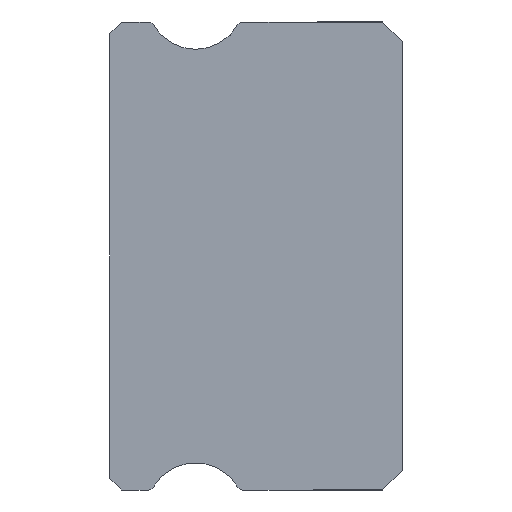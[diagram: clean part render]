
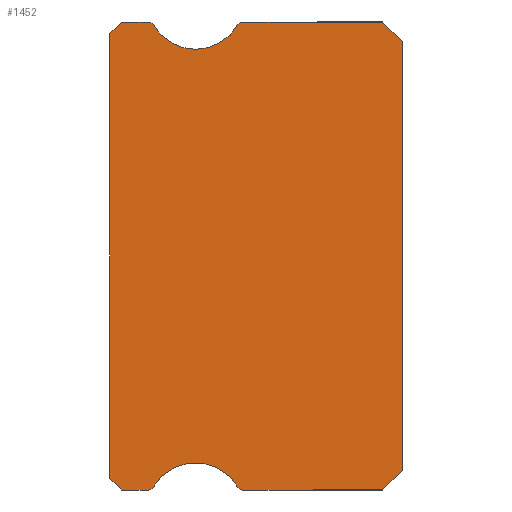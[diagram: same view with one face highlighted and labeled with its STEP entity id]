
A CAD part, left-side view. The second image highlights one B-rep face of the part: STEP entity #1452.
In plain terms, the highlighted planar face has unit normal (-1, 0, 0).
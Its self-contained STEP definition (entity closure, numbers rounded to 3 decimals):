
#190 = DIRECTION ( 'NONE',  ( 0., 1., 0. ) ) ;
#222 = DIRECTION ( 'NONE',  ( 1., 0., 0. ) ) ;
#249 = ORIENTED_EDGE ( 'NONE', *, *, #6200, .F. ) ;
#258 = LINE ( 'NONE', #3520, #4372 ) ;
#265 = ORIENTED_EDGE ( 'NONE', *, *, #6601, .F. ) ;
#288 = CARTESIAN_POINT ( 'NONE',  ( -7.5, 6.512, 5.85 ) ) ;
#312 = VERTEX_POINT ( 'NONE', #1602 ) ;
#349 = EDGE_CURVE ( 'NONE', #6071, #2837, #3249, .T. ) ;
#556 = CARTESIAN_POINT ( 'NONE',  ( -7.5, 0., 5.5 ) ) ;
#614 = DIRECTION ( 'NONE',  ( 0., 0., -1. ) ) ;
#674 = LINE ( 'NONE', #4508, #5191 ) ;
#688 = AXIS2_PLACEMENT_3D ( 'NONE', #5609, #782, #2899 ) ;
#773 = LINE ( 'NONE', #4016, #5974 ) ;
#782 = DIRECTION ( 'NONE',  ( 1., 0., 0. ) ) ;
#787 = CARTESIAN_POINT ( 'NONE',  ( -7.5, 7.2, 6. ) ) ;
#908 = AXIS2_PLACEMENT_3D ( 'NONE', #6396, #4206, #2576 ) ;
#1061 = ORIENTED_EDGE ( 'NONE', *, *, #349, .F. ) ;
#1170 = FACE_OUTER_BOUND ( 'NONE', #6730, .T. ) ;
#1198 = DIRECTION ( 'NONE',  ( 0., 0., -1. ) ) ;
#1256 = VECTOR ( 'NONE', #7038, 1000. ) ;
#1437 = ORIENTED_EDGE ( 'NONE', *, *, #3219, .F. ) ;
#1452 = ADVANCED_FACE ( 'NONE', ( #1170 ), #4451, .F. ) ;
#1484 = VERTEX_POINT ( 'NONE', #6109 ) ;
#1566 = CARTESIAN_POINT ( 'NONE',  ( -7.5, 5.3, 5.3 ) ) ;
#1602 = CARTESIAN_POINT ( 'NONE',  ( -7.5, 6.383, -5.925 ) ) ;
#1613 = CARTESIAN_POINT ( 'NONE',  ( -7.5, 6.512, -5.85 ) ) ;
#1685 = VECTOR ( 'NONE', #3760, 1000. ) ;
#1722 = ORIENTED_EDGE ( 'NONE', *, *, #5783, .T. ) ;
#1826 = DIRECTION ( 'NONE',  ( 0., -1., 0. ) ) ;
#1835 = CIRCLE ( 'NONE', #6663, 1.25 ) ;
#1866 = CARTESIAN_POINT ( 'NONE',  ( -7.5, 4.088, 5.85 ) ) ;
#1941 = CIRCLE ( 'NONE', #5978, 0.15 ) ;
#1996 = ORIENTED_EDGE ( 'NONE', *, *, #5905, .F. ) ;
#2010 = DIRECTION ( 'NONE',  ( 0., 0., -1. ) ) ;
#2056 = CARTESIAN_POINT ( 'NONE',  ( -7.5, 7.2, -6. ) ) ;
#2082 = CARTESIAN_POINT ( 'NONE',  ( -7.5, 7.5, 5.7 ) ) ;
#2130 = ORIENTED_EDGE ( 'NONE', *, *, #3541, .F. ) ;
#2138 = ORIENTED_EDGE ( 'NONE', *, *, #3034, .T. ) ;
#2159 = AXIS2_PLACEMENT_3D ( 'NONE', #5500, #7107, #1198 ) ;
#2255 = ORIENTED_EDGE ( 'NONE', *, *, #2265, .F. ) ;
#2265 = EDGE_CURVE ( 'NONE', #6304, #5140, #674, .T. ) ;
#2307 = VERTEX_POINT ( 'NONE', #3921 ) ;
#2364 = ORIENTED_EDGE ( 'NONE', *, *, #6515, .F. ) ;
#2476 = VERTEX_POINT ( 'NONE', #2505 ) ;
#2505 = CARTESIAN_POINT ( 'NONE',  ( -7.5, 4.217, -5.925 ) ) ;
#2534 = DIRECTION ( 'NONE',  ( 0., 0., -1. ) ) ;
#2546 = CARTESIAN_POINT ( 'NONE',  ( -7.5, 5.3, -6.55 ) ) ;
#2551 = ORIENTED_EDGE ( 'NONE', *, *, #6314, .F. ) ;
#2576 = DIRECTION ( 'NONE',  ( 0., 0., -1. ) ) ;
#2837 = VERTEX_POINT ( 'NONE', #3003 ) ;
#2899 = DIRECTION ( 'NONE',  ( 0., 0., -1. ) ) ;
#2926 = DIRECTION ( 'NONE',  ( 0., 0.707, -0.707 ) ) ;
#3003 = CARTESIAN_POINT ( 'NONE',  ( -7.5, 0., 5.5 ) ) ;
#3034 = EDGE_CURVE ( 'NONE', #5800, #6410, #6225, .T. ) ;
#3173 = EDGE_CURVE ( 'NONE', #2307, #2837, #6644, .T. ) ;
#3219 = EDGE_CURVE ( 'NONE', #4770, #6110, #4834, .T. ) ;
#3249 = LINE ( 'NONE', #6622, #1685 ) ;
#3306 = CARTESIAN_POINT ( 'NONE',  ( -7.5, 4.217, 5.925 ) ) ;
#3427 = CARTESIAN_POINT ( 'NONE',  ( -7.5, 4.088, 6. ) ) ;
#3442 = AXIS2_PLACEMENT_3D ( 'NONE', #288, #7108, #5501 ) ;
#3499 = CARTESIAN_POINT ( 'NONE',  ( -7.5, 7.2, 6. ) ) ;
#3505 = ORIENTED_EDGE ( 'NONE', *, *, #5305, .T. ) ;
#3513 = ORIENTED_EDGE ( 'NONE', *, *, #3721, .F. ) ;
#3514 = EDGE_CURVE ( 'NONE', #5243, #6071, #258, .T. ) ;
#3520 = CARTESIAN_POINT ( 'NONE',  ( -7.5, 6.512, 6. ) ) ;
#3541 = EDGE_CURVE ( 'NONE', #3878, #5243, #1941, .T. ) ;
#3721 = EDGE_CURVE ( 'NONE', #2476, #312, #1835, .T. ) ;
#3760 = DIRECTION ( 'NONE',  ( 0., -0.707, -0.707 ) ) ;
#3793 = VECTOR ( 'NONE', #3823, 1000. ) ;
#3823 = DIRECTION ( 'NONE',  ( 0., 0., 1. ) ) ;
#3835 = VERTEX_POINT ( 'NONE', #6516 ) ;
#3878 = VERTEX_POINT ( 'NONE', #3306 ) ;
#3921 = CARTESIAN_POINT ( 'NONE',  ( -7.5, 0., -5.5 ) ) ;
#4016 = CARTESIAN_POINT ( 'NONE',  ( -7.5, 0., -5.5 ) ) ;
#4044 = CARTESIAN_POINT ( 'NONE',  ( -7.5, 6.512, -6. ) ) ;
#4121 = CARTESIAN_POINT ( 'NONE',  ( -7.5, 0.5, -6. ) ) ;
#4145 = EDGE_CURVE ( 'NONE', #6304, #5407, #6509, .T. ) ;
#4206 = DIRECTION ( 'NONE',  ( -1., 0., 0. ) ) ;
#4296 = CARTESIAN_POINT ( 'NONE',  ( -7.5, 6.383, 5.925 ) ) ;
#4372 = VECTOR ( 'NONE', #1826, 1000. ) ;
#4451 = PLANE ( 'NONE',  #2159 ) ;
#4461 = ORIENTED_EDGE ( 'NONE', *, *, #6955, .F. ) ;
#4508 = CARTESIAN_POINT ( 'NONE',  ( -7.5, 7.5, 5.85 ) ) ;
#4543 = DIRECTION ( 'NONE',  ( 0., 0., 1. ) ) ;
#4575 = DIRECTION ( 'NONE',  ( 0., 0., -1. ) ) ;
#4622 = LINE ( 'NONE', #6804, #5437 ) ;
#4651 = VERTEX_POINT ( 'NONE', #4121 ) ;
#4755 = VECTOR ( 'NONE', #190, 1000. ) ;
#4770 = VERTEX_POINT ( 'NONE', #4296 ) ;
#4834 = CIRCLE ( 'NONE', #5972, 1.25 ) ;
#4844 = CIRCLE ( 'NONE', #3442, 0.15 ) ;
#4894 = DIRECTION ( 'NONE',  ( 1., 0., 0. ) ) ;
#4950 = CIRCLE ( 'NONE', #908, 1.25 ) ;
#5068 = CIRCLE ( 'NONE', #688, 0.15 ) ;
#5101 = ORIENTED_EDGE ( 'NONE', *, *, #3514, .F. ) ;
#5140 = VERTEX_POINT ( 'NONE', #2082 ) ;
#5191 = VECTOR ( 'NONE', #4543, 1000. ) ;
#5233 = AXIS2_PLACEMENT_3D ( 'NONE', #1613, #4894, #614 ) ;
#5243 = VERTEX_POINT ( 'NONE', #3427 ) ;
#5305 = EDGE_CURVE ( 'NONE', #5407, #1484, #6300, .T. ) ;
#5397 = DIRECTION ( 'NONE',  ( 0., -0.707, -0.707 ) ) ;
#5407 = VERTEX_POINT ( 'NONE', #2056 ) ;
#5437 = VECTOR ( 'NONE', #6250, 1000. ) ;
#5500 = CARTESIAN_POINT ( 'NONE',  ( -7.5, 6.512, 5.85 ) ) ;
#5501 = DIRECTION ( 'NONE',  ( 0., 0., -1. ) ) ;
#5609 = CARTESIAN_POINT ( 'NONE',  ( -7.5, 4.088, -5.85 ) ) ;
#5625 = ORIENTED_EDGE ( 'NONE', *, *, #3173, .T. ) ;
#5773 = DIRECTION ( 'NONE',  ( 0., -1., 0. ) ) ;
#5783 = EDGE_CURVE ( 'NONE', #6410, #5140, #4622, .T. ) ;
#5800 = VERTEX_POINT ( 'NONE', #6146 ) ;
#5896 = CARTESIAN_POINT ( 'NONE',  ( -7.5, 7.2, -6. ) ) ;
#5905 = EDGE_CURVE ( 'NONE', #4651, #3835, #7000, .T. ) ;
#5972 = AXIS2_PLACEMENT_3D ( 'NONE', #6475, #6892, #2534 ) ;
#5974 = VECTOR ( 'NONE', #2926, 1000. ) ;
#5978 = AXIS2_PLACEMENT_3D ( 'NONE', #1866, #222, #4575 ) ;
#6025 = CARTESIAN_POINT ( 'NONE',  ( -7.5, 0.5, 6. ) ) ;
#6071 = VERTEX_POINT ( 'NONE', #6025 ) ;
#6109 = CARTESIAN_POINT ( 'NONE',  ( -7.5, 6.512, -6. ) ) ;
#6110 = VERTEX_POINT ( 'NONE', #1566 ) ;
#6146 = CARTESIAN_POINT ( 'NONE',  ( -7.5, 6.512, 6. ) ) ;
#6200 = EDGE_CURVE ( 'NONE', #3835, #2476, #5068, .T. ) ;
#6225 = LINE ( 'NONE', #3499, #4755 ) ;
#6239 = CIRCLE ( 'NONE', #5233, 0.15 ) ;
#6250 = DIRECTION ( 'NONE',  ( 0., 0.707, -0.707 ) ) ;
#6300 = LINE ( 'NONE', #4044, #6788 ) ;
#6304 = VERTEX_POINT ( 'NONE', #6479 ) ;
#6314 = EDGE_CURVE ( 'NONE', #6110, #3878, #4950, .T. ) ;
#6396 = CARTESIAN_POINT ( 'NONE',  ( -7.5, 5.3, 6.55 ) ) ;
#6410 = VERTEX_POINT ( 'NONE', #787 ) ;
#6475 = CARTESIAN_POINT ( 'NONE',  ( -7.5, 5.3, 6.55 ) ) ;
#6479 = CARTESIAN_POINT ( 'NONE',  ( -7.5, 7.5, -5.7 ) ) ;
#6509 = LINE ( 'NONE', #5896, #7137 ) ;
#6515 = EDGE_CURVE ( 'NONE', #2307, #4651, #773, .T. ) ;
#6516 = CARTESIAN_POINT ( 'NONE',  ( -7.5, 4.088, -6. ) ) ;
#6601 = EDGE_CURVE ( 'NONE', #5800, #4770, #4844, .T. ) ;
#6622 = CARTESIAN_POINT ( 'NONE',  ( -7.5, 0.5, 6. ) ) ;
#6644 = LINE ( 'NONE', #556, #3793 ) ;
#6663 = AXIS2_PLACEMENT_3D ( 'NONE', #2546, #7051, #2010 ) ;
#6713 = ORIENTED_EDGE ( 'NONE', *, *, #4145, .T. ) ;
#6730 = EDGE_LOOP ( 'NONE', ( #1722, #2255, #6713, #3505, #4461, #3513, #249, #1996, #2364, #5625, #1061, #5101, #2130, #2551, #1437, #265, #2138 ) ) ;
#6788 = VECTOR ( 'NONE', #5773, 1000. ) ;
#6804 = CARTESIAN_POINT ( 'NONE',  ( -7.5, 7.5, 5.7 ) ) ;
#6892 = DIRECTION ( 'NONE',  ( -1., 0., 0. ) ) ;
#6955 = EDGE_CURVE ( 'NONE', #312, #1484, #6239, .T. ) ;
#7000 = LINE ( 'NONE', #7069, #1256 ) ;
#7038 = DIRECTION ( 'NONE',  ( 0., 1., 0. ) ) ;
#7051 = DIRECTION ( 'NONE',  ( -1., 0., 0. ) ) ;
#7069 = CARTESIAN_POINT ( 'NONE',  ( -7.5, 6.512, -6. ) ) ;
#7107 = DIRECTION ( 'NONE',  ( 1., 0., 0. ) ) ;
#7108 = DIRECTION ( 'NONE',  ( 1., 0., 0. ) ) ;
#7137 = VECTOR ( 'NONE', #5397, 1000. ) ;
